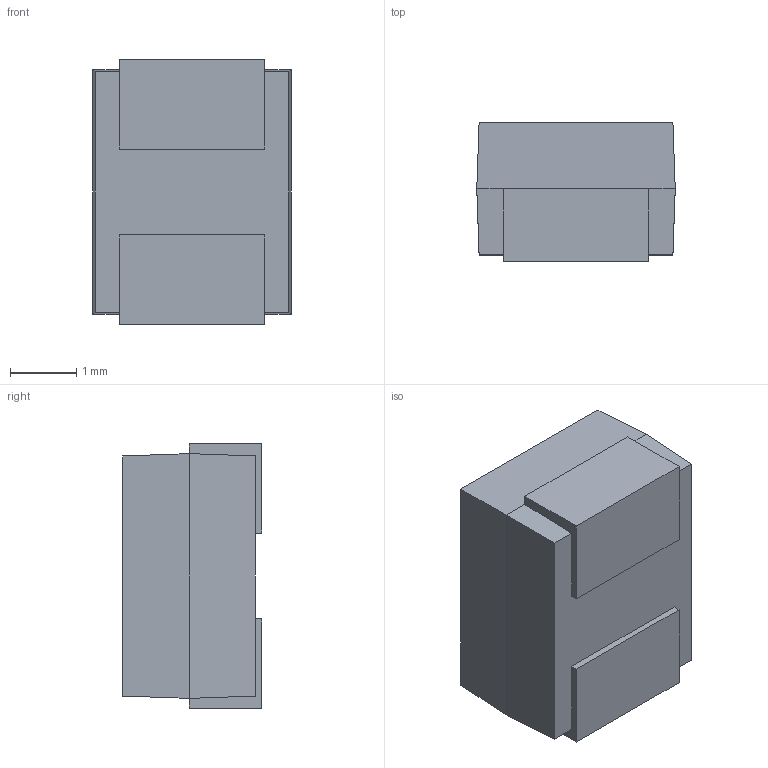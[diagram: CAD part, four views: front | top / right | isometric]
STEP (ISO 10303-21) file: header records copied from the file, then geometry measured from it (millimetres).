
FILE_DESCRIPTION (( 'STEP AP214' ), '1' );
FILE_NAME ('TANTAL-B.STEP', '2024-06-07T10:13:45', ( '' ), ( '' ), 'SwSTEP 2.0', 'SolidWorks 2021', '' );
FILE_SCHEMA (( 'AUTOMOTIVE_DESIGN' ));
Length unit declared in the file: millimetre
Products named in the file (1): TANTAL-B
Bounding box: 3 x 2.11 x 4 mm (x, y, z)
Volume: 23.1 mm3; surface area: 51.6 mm2
Topology: 1 solids, 1 shells, 115 faces, 306 edges, 200 vertices
Faces by surface type: plane 85, bspline 30
Entity records: 5875 total; most frequent: CARTESIAN_POINT 1924, ORIENTED_EDGE 612, DIRECTION 418, EDGE_CURVE 306, LINE 246, VECTOR 246, VERTEX_POINT 200, EDGE_LOOP 122
